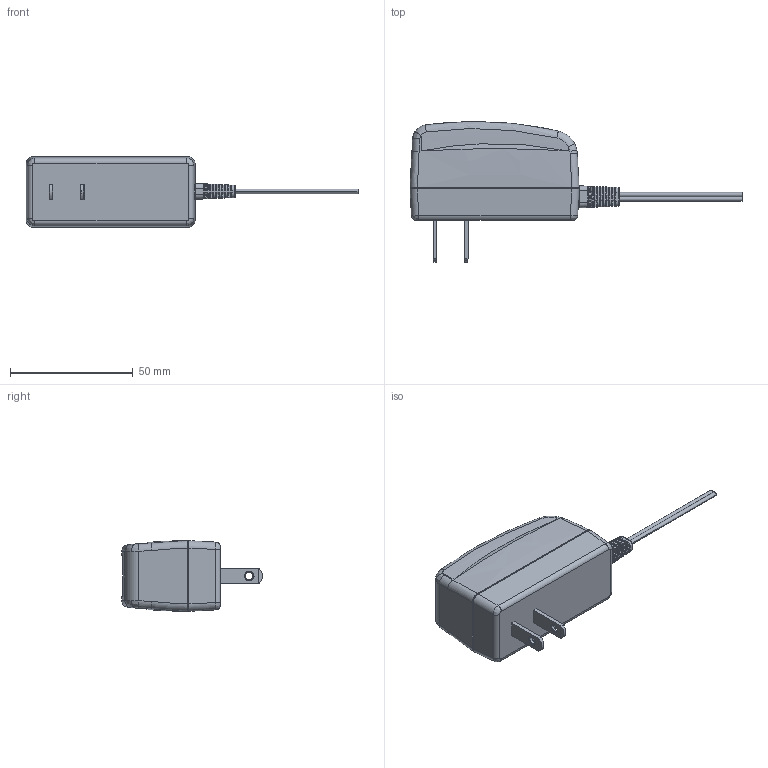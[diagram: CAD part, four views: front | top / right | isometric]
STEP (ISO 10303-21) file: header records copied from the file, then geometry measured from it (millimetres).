
FILE_DESCRIPTION((''),'2;1');
FILE_NAME('GT-86120-WWVV-X_X-W2C_ASM','2022-12-21T15:49:38',('jirenqiang'),(''),'CREO PARAMETRIC BY PTC INC, 2018050','CREO PARAMETRIC BY PTC INC, 2018050','');
FILE_SCHEMA(('CONFIG_CONTROL_DESIGN'));
Length unit declared in the file: millimetre
Products named in the file (8): ULBOT_2_2; UL_TOP_2_1; PIN_3_1; PIN_3_2; PIN_3_ASM; 12W_SR__1_1; GT-86120-WWVV-X_X-W2C_1_ASM; GT-86120-WWVV-X_X-W2C_ASM
Assembly tree (7 placements, depth 4):
  GT-86120-WWVV-X_X-W2C_ASM
    GT-86120-WWVV-X_X-W2C_1_ASM
      ULBOT_2_2
      UL_TOP_2_1
      PIN_3_ASM
        PIN_3_1
        PIN_3_2
      12W_SR__1_1
Bounding box: 135.46 x 57.5 x 28.8 mm (x, y, z)
Volume: 24735.8 mm3; surface area: 22981.8 mm2
Topology: 5 solids, 5 shells, 834 faces, 2121 edges, 1267 vertices
Faces by surface type: cylinder 293, plane 259, bspline 168, torus 56, sphere 40, cone 10, extrusion 8
Entity records: 33214 total; most frequent: CARTESIAN_POINT 15105, ORIENTED_EDGE 4162, DIRECTION 3080, EDGE_CURVE 2081, VERTEX_POINT 1267, AXIS2_PLACEMENT_3D 1054, VECTOR 972, LINE 964
